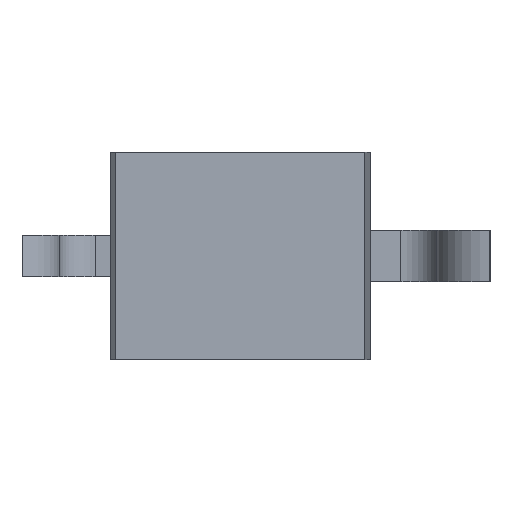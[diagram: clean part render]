
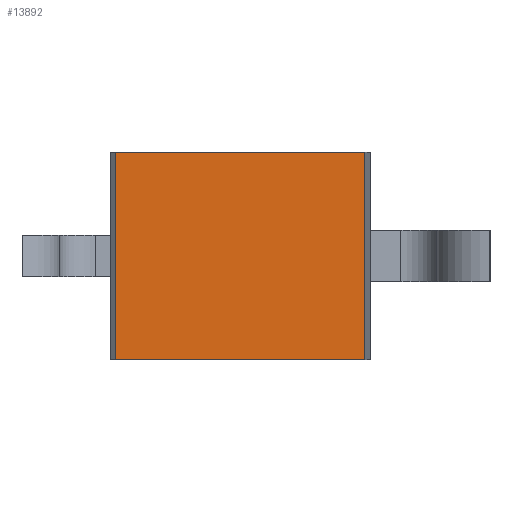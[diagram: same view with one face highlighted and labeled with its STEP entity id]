
A CAD part, front view. The second image highlights one B-rep face of the part: STEP entity #13892.
In plain terms, the highlighted planar face has unit normal (0, -1, 0).
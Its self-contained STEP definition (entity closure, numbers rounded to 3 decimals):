
#731 = CARTESIAN_POINT ( 'NONE',  ( -1.199, -0.7, 1. ) ) ;
#942 = CARTESIAN_POINT ( 'NONE',  ( 1.199, -0.7, 1. ) ) ;
#1115 = DIRECTION ( 'NONE',  ( 1., 0., 0. ) ) ;
#1116 = VECTOR ( 'NONE', #1115, 1000. ) ;
#1117 = CARTESIAN_POINT ( 'NONE',  ( 0.188, -0.7, 1. ) ) ;
#1118 = LINE ( 'NONE', #1117, #1116 ) ;
#13892 = ADVANCED_FACE ( 'NONE', ( #18363 ), #18412, .F. ) ;
#13894 = EDGE_CURVE ( 'NONE', #14856, #14061, #18411, .T. ) ;
#14008 = VERTEX_POINT ( 'NONE', #18627 ) ;
#14061 = VERTEX_POINT ( 'NONE', #18750 ) ;
#14068 = EDGE_CURVE ( 'NONE', #14920, #14008, #18739, .T. ) ;
#14104 = ORIENTED_EDGE ( 'NONE', *, *, #13894, .T. ) ;
#14105 = ORIENTED_EDGE ( 'NONE', *, *, #14068, .F. ) ;
#14106 = ORIENTED_EDGE ( 'NONE', *, *, #14986, .F. ) ;
#14118 = EDGE_CURVE ( 'NONE', #14061, #14008, #18870, .T. ) ;
#14120 = EDGE_LOOP ( 'NONE', ( #14121, #14105, #14106, #14104 ) ) ;
#14121 = ORIENTED_EDGE ( 'NONE', *, *, #14118, .T. ) ;
#14856 = VERTEX_POINT ( 'NONE', #731 ) ;
#14920 = VERTEX_POINT ( 'NONE', #942 ) ;
#14986 = EDGE_CURVE ( 'NONE', #14856, #14920, #1118, .T. ) ;
#18363 = FACE_OUTER_BOUND ( 'NONE', #14120, .T. ) ;
#18403 = DIRECTION ( 'NONE',  ( 0., 0., -1. ) ) ;
#18404 = VECTOR ( 'NONE', #18403, 1000. ) ;
#18405 = CARTESIAN_POINT ( 'NONE',  ( -1.199, -0.7, 1. ) ) ;
#18407 = DIRECTION ( 'NONE',  ( -1., 0., 0. ) ) ;
#18408 = DIRECTION ( 'NONE',  ( 0., 1., 0. ) ) ;
#18409 = CARTESIAN_POINT ( 'NONE',  ( 0.188, -0.7, 1. ) ) ;
#18410 = AXIS2_PLACEMENT_3D ( 'NONE', #18409, #18408, #18407 ) ;
#18411 = LINE ( 'NONE', #18405, #18404 ) ;
#18412 = PLANE ( 'NONE',  #18410 ) ;
#18627 = CARTESIAN_POINT ( 'NONE',  ( 1.199, -0.7, -1. ) ) ;
#18736 = DIRECTION ( 'NONE',  ( 0., 0., -1. ) ) ;
#18737 = VECTOR ( 'NONE', #18736, 1000. ) ;
#18738 = CARTESIAN_POINT ( 'NONE',  ( 1.199, -0.7, 1. ) ) ;
#18739 = LINE ( 'NONE', #18738, #18737 ) ;
#18750 = CARTESIAN_POINT ( 'NONE',  ( -1.199, -0.7, -1. ) ) ;
#18863 = DIRECTION ( 'NONE',  ( 1., 0., 0. ) ) ;
#18864 = VECTOR ( 'NONE', #18863, 1000. ) ;
#18865 = CARTESIAN_POINT ( 'NONE',  ( 0.188, -0.7, -1. ) ) ;
#18870 = LINE ( 'NONE', #18865, #18864 ) ;
